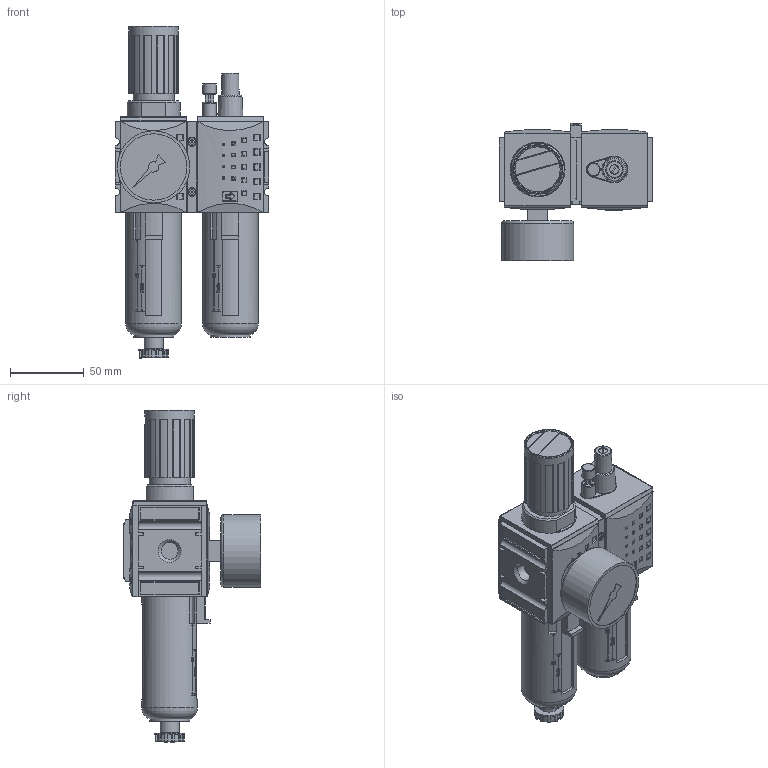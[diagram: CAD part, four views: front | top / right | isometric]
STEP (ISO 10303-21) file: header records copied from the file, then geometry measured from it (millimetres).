
FILE_DESCRIPTION((''),'2;1');
FILE_NAME('KS2U-114.stp','2010-01-29T13:30:26',('DDruske'),(''),'Autodesk Inventor 2009','Autodesk Inventor 2009','');
FILE_SCHEMA(('AUTOMOTIVE_DESIGN { 1 0 10303 214 1 1 1 1 }'));
Length unit declared in the file: millimetre
Products named in the file (1): Bauteil9
Bounding box: 104 x 93.1 x 225 mm (x, y, z)
Volume: 610039.2 mm3; surface area: 106382.7 mm2
Topology: 12 solids, 13 shells, 2270 faces, 6041 edges, 3827 vertices
Faces by surface type: plane 831, cylinder 748, bspline 458, torus 201, sphere 16, cone 16
Full cylindrical faces by diameter (mm): 3 x2, 5.283 x1, 6.3 x1, 9 x2, 10 x2, 11.445 x6, 11.45 x1, 13 x1, 15.1 x2, 16.8 x4, 20 x1, 27 x2, 28 x4, 33.5 x1, 35 x2, 36 x1, 37.8 x2, 42 x1, 45 x1, 49 x1
Entity records: 86276 total; most frequent: CARTESIAN_POINT 30009, ORIENTED_EDGE 11720, DIRECTION 10531, EDGE_CURVE 5860, VERTEX_POINT 3799, AXIS2_PLACEMENT_3D 3700, VECTOR 3131, LINE 3131
